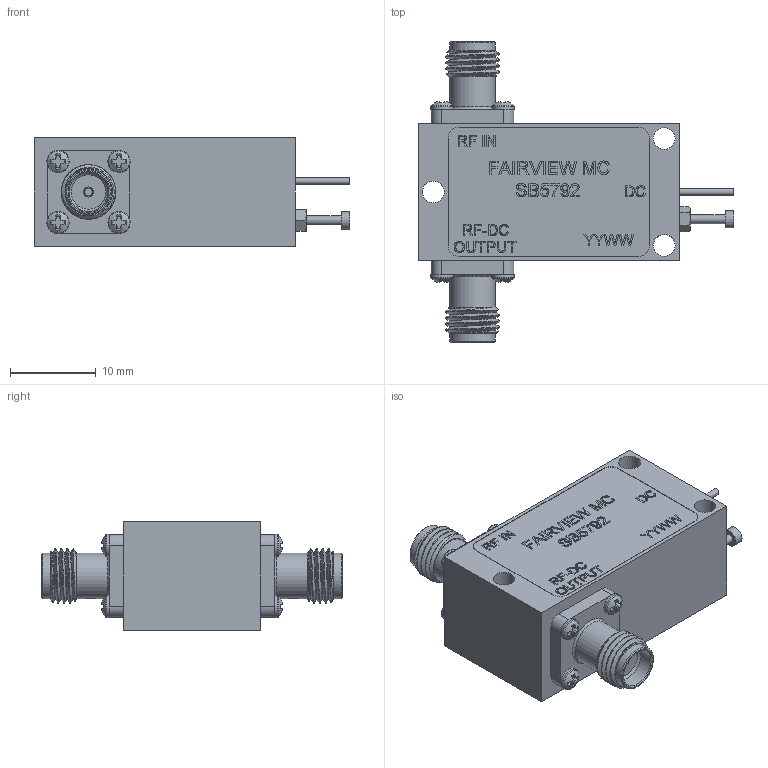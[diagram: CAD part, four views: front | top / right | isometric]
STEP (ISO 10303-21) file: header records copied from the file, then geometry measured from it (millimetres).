
FILE_DESCRIPTION (( 'STEP AP203' ), '1' );
FILE_NAME ('SB5792_3D.step', '2021-03-31T14:59:48', ( '' ), ( '' ), 'SwSTEP 2.0', 'SolidWorks 2020', '' );
FILE_SCHEMA (( 'CONFIG_CONTROL_DESIGN' ));
Length unit declared in the file: inch
Products named in the file (1): SB5792_3D
Bounding box: 36.83 x 35.05 x 12.7 mm (x, y, z)
Volume: 6597.5 mm3; surface area: 3273.4 mm2
Topology: 1 solids, 9 shells, 820 faces, 2144 edges, 1422 vertices
Faces by surface type: plane 525, bspline 194, cylinder 51, cone 48, torus 2
Full cylindrical faces by diameter (mm): 0.762 x1, 0.914 x2, 1.016 x1, 1.092 x8, 1.168 x2, 1.27 x1, 2.024 x1, 2.54 x3, 2.591 x8, 4.521 x2, 5.08 x2, 5.334 x4
Entity records: 36430 total; most frequent: CARTESIAN_POINT 18172, ORIENTED_EDGE 4142, DIRECTION 2871, EDGE_CURVE 2071, VERTEX_POINT 1400, VECTOR 1289, LINE 1289, EDGE_LOOP 957
